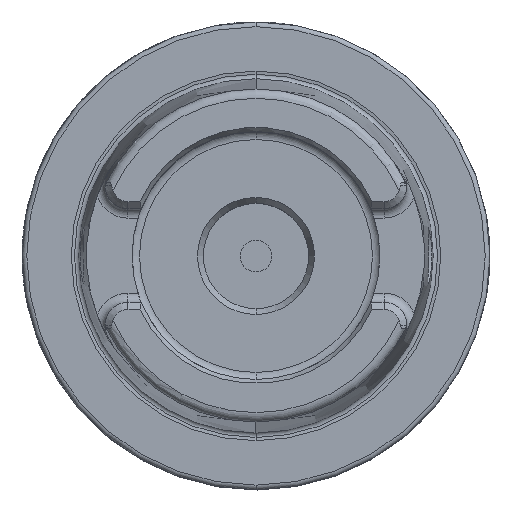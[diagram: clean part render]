
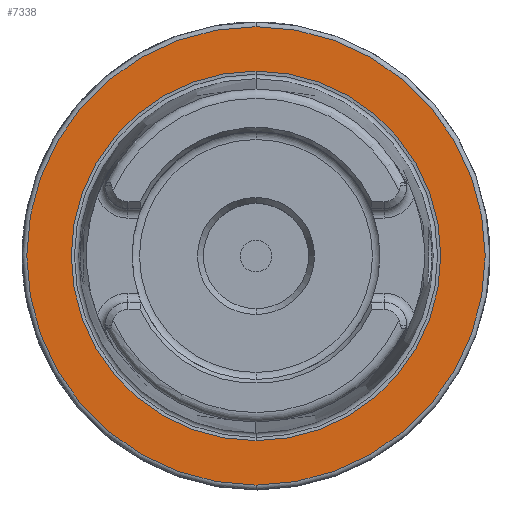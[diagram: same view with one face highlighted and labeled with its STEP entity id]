
A CAD part, top view. The second image highlights one B-rep face of the part: STEP entity #7338.
In plain terms, the highlighted planar face has unit normal (0, 0, 1).
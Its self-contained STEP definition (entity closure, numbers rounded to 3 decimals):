
#1075=CARTESIAN_POINT('',(0,0,29));
#1076=DIRECTION('',(0,0,1));
#1077=DIRECTION('',(0,1,0));
#1078=AXIS2_PLACEMENT_3D('',#1075,#1076,#1077);
#1080=CARTESIAN_POINT('',(0,0,29));
#1081=DIRECTION('',(0,0,1));
#1082=DIRECTION('',(0,-1,0));
#1083=AXIS2_PLACEMENT_3D('',#1080,#1081,#1082);
#1093=CARTESIAN_POINT('',(0,0,29));
#1094=DIRECTION('',(0,0,1));
#1095=DIRECTION('',(0,1,0));
#1096=AXIS2_PLACEMENT_3D('',#1093,#1094,#1095);
#1098=CARTESIAN_POINT('',(0,0,29));
#1099=DIRECTION('',(0,0,-1));
#1100=DIRECTION('',(0,1,0));
#1101=AXIS2_PLACEMENT_3D('',#1098,#1099,#1100);
#5204=CARTESIAN_POINT('',(0,39.499,29));
#5206=VERTEX_POINT('',#5204);
#5240=CARTESIAN_POINT('',(0,-39.499,29));
#5242=VERTEX_POINT('',#5240);
#5252=CARTESIAN_POINT('',(0,49,29));
#5253=CARTESIAN_POINT('',(0.,-49,29));
#5254=VERTEX_POINT('',#5252);
#5255=VERTEX_POINT('',#5253);
#7322=CARTESIAN_POINT('',(0,0,29));
#7323=DIRECTION('',(0,0,-1));
#7324=DIRECTION('',(0,-1,0));
#7325=AXIS2_PLACEMENT_3D('',#7322,#7323,#7324);
#7326=PLANE('',#7325);
#7327=ORIENTED_EDGE('',*,*,#7312,.F.);
#7329=ORIENTED_EDGE('',*,*,#7328,.F.);
#7330=EDGE_LOOP('',(#7327,#7329));
#7331=FACE_OUTER_BOUND('',#7330,.F.);
#7333=ORIENTED_EDGE('',*,*,#7332,.T.);
#7335=ORIENTED_EDGE('',*,*,#7334,.F.);
#7336=EDGE_LOOP('',(#7333,#7335));
#7337=FACE_BOUND('',#7336,.F.);
#7338=ADVANCED_FACE('',(#7331,#7337),#7326,.F.);
#1079=CIRCLE('',#1078,49);
#1084=CIRCLE('',#1083,49);
#1097=CIRCLE('',#1096,39.499);
#1102=CIRCLE('',#1101,39.499);
#7312=EDGE_CURVE('',#5254,#5255,#1079,.T.);
#7328=EDGE_CURVE('',#5255,#5254,#1084,.T.);
#7332=EDGE_CURVE('',#5206,#5242,#1097,.T.);
#7334=EDGE_CURVE('',#5206,#5242,#1102,.T.);
